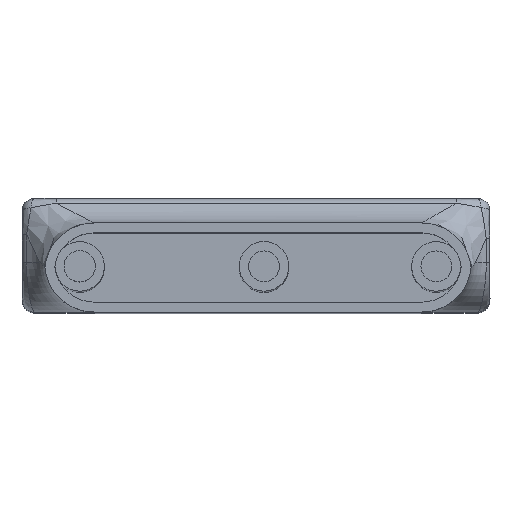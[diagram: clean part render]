
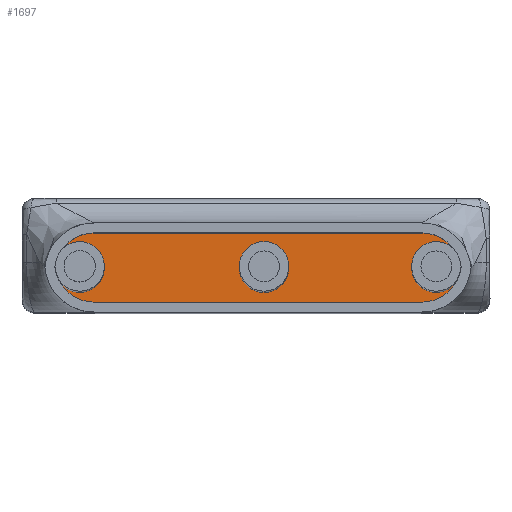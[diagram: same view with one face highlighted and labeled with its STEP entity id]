
A CAD part, top view. The second image highlights one B-rep face of the part: STEP entity #1697.
In plain terms, the highlighted planar face has unit normal (0, 0, 1).
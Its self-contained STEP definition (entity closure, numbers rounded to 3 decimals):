
#72=FACE_BOUND('',#447,.T.);
#198=CIRCLE('',#1824,2.032);
#199=CIRCLE('',#1825,1.27);
#200=CIRCLE('',#1826,2.032);
#201=CIRCLE('',#1827,2.032);
#202=CIRCLE('',#1828,1.27);
#203=CIRCLE('',#1829,2.032);
#204=CIRCLE('',#1830,1.27);
#328=FACE_OUTER_BOUND('',#446,.T.);
#446=EDGE_LOOP('',(#1184,#1185,#1186,#1187,#1188,#1189,#1190,#1191));
#447=EDGE_LOOP('',(#1192));
#582=LINE('',#2639,#666);
#583=LINE('',#2646,#667);
#666=VECTOR('',#2083,16.801);
#667=VECTOR('',#2090,16.801);
#750=VERTEX_POINT('',#2631);
#751=VERTEX_POINT('',#2632);
#752=VERTEX_POINT('',#2634);
#753=VERTEX_POINT('',#2636);
#754=VERTEX_POINT('',#2638);
#755=VERTEX_POINT('',#2640);
#756=VERTEX_POINT('',#2642);
#757=VERTEX_POINT('',#2644);
#758=VERTEX_POINT('',#2647);
#916=EDGE_CURVE('',#750,#751,#198,.T.);
#917=EDGE_CURVE('',#752,#751,#199,.T.);
#918=EDGE_CURVE('',#752,#753,#200,.T.);
#919=EDGE_CURVE('',#753,#754,#582,.T.);
#920=EDGE_CURVE('',#754,#755,#201,.T.);
#921=EDGE_CURVE('',#756,#755,#202,.T.);
#922=EDGE_CURVE('',#756,#757,#203,.T.);
#923=EDGE_CURVE('',#757,#750,#583,.T.);
#924=EDGE_CURVE('',#758,#758,#204,.T.);
#1184=ORIENTED_EDGE('',*,*,#916,.T.);
#1185=ORIENTED_EDGE('',*,*,#917,.F.);
#1186=ORIENTED_EDGE('',*,*,#918,.T.);
#1187=ORIENTED_EDGE('',*,*,#919,.T.);
#1188=ORIENTED_EDGE('',*,*,#920,.T.);
#1189=ORIENTED_EDGE('',*,*,#921,.F.);
#1190=ORIENTED_EDGE('',*,*,#922,.T.);
#1191=ORIENTED_EDGE('',*,*,#923,.T.);
#1192=ORIENTED_EDGE('',*,*,#924,.F.);
#1660=PLANE('',#1823);
#1697=ADVANCED_FACE('',(#328,#72),#1660,.T.);
#1823=AXIS2_PLACEMENT_3D('',#2630,#2075,#2076);
#1824=AXIS2_PLACEMENT_3D('',#2633,#2077,#2078);
#1825=AXIS2_PLACEMENT_3D('',#2635,#2079,#2080);
#1826=AXIS2_PLACEMENT_3D('',#2637,#2081,#2082);
#1827=AXIS2_PLACEMENT_3D('',#2641,#2084,#2085);
#1828=AXIS2_PLACEMENT_3D('',#2643,#2086,#2087);
#1829=AXIS2_PLACEMENT_3D('',#2645,#2088,#2089);
#1830=AXIS2_PLACEMENT_3D('',#2648,#2091,#2092);
#2075=DIRECTION('center_axis',(0.,0.,1.));
#2076=DIRECTION('ref_axis',(1.,0.,0.));
#2077=DIRECTION('center_axis',(0.,0.,1.));
#2078=DIRECTION('ref_axis',(1.,0.,0.));
#2079=DIRECTION('center_axis',(0.,0.,1.));
#2080=DIRECTION('ref_axis',(1.,0.,0.));
#2081=DIRECTION('center_axis',(0.,0.,1.));
#2082=DIRECTION('ref_axis',(1.,0.,0.));
#2083=DIRECTION('',(-1.,0.,0.));
#2084=DIRECTION('center_axis',(0.,0.,1.));
#2085=DIRECTION('ref_axis',(1.,0.,0.));
#2086=DIRECTION('center_axis',(0.,0.,1.));
#2087=DIRECTION('ref_axis',(1.,0.,0.));
#2088=DIRECTION('center_axis',(0.,0.,1.));
#2089=DIRECTION('ref_axis',(1.,0.,0.));
#2090=DIRECTION('',(1.,0.,0.));
#2091=DIRECTION('center_axis',(0.,0.,1.));
#2092=DIRECTION('ref_axis',(1.,0.,0.));
#2630=CARTESIAN_POINT('Origin',(-21.095,2.032,29.154));
#2631=CARTESIAN_POINT('',(-4.294,0.508,29.154));
#2632=CARTESIAN_POINT('',(-2.542,1.511,29.154));
#2633=CARTESIAN_POINT('Origin',(-4.294,2.54,29.154));
#2634=CARTESIAN_POINT('',(-2.542,3.061,29.154));
#2635=CARTESIAN_POINT('Origin',(-3.548,2.286,29.154));
#2636=CARTESIAN_POINT('',(-4.294,4.064,29.154));
#2637=CARTESIAN_POINT('Origin',(-4.294,2.032,29.154));
#2638=CARTESIAN_POINT('',(-21.095,4.064,29.154));
#2639=CARTESIAN_POINT('',(-4.294,4.064,29.154));
#2640=CARTESIAN_POINT('',(-22.847,3.061,29.154));
#2641=CARTESIAN_POINT('Origin',(-21.095,2.032,29.154));
#2642=CARTESIAN_POINT('',(-22.847,1.511,29.154));
#2643=CARTESIAN_POINT('Origin',(-21.841,2.286,29.154));
#2644=CARTESIAN_POINT('',(-21.095,0.508,29.154));
#2645=CARTESIAN_POINT('Origin',(-21.095,2.54,29.154));
#2646=CARTESIAN_POINT('',(-21.095,0.508,29.154));
#2647=CARTESIAN_POINT('',(-11.114,2.286,29.154));
#2648=CARTESIAN_POINT('Origin',(-12.384,2.286,29.154));
